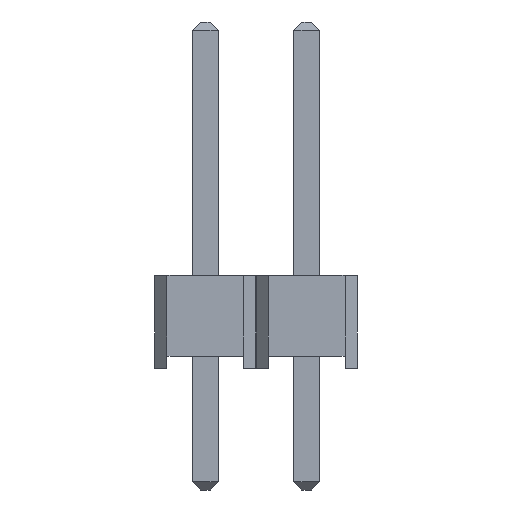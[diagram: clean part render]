
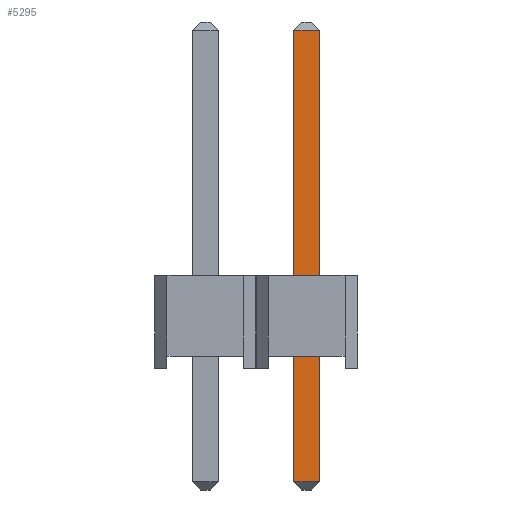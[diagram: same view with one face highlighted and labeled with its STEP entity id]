
A CAD part, left-side view. The second image highlights one B-rep face of the part: STEP entity #5295.
In plain terms, the highlighted planar face has unit normal (-1, 0, 0).
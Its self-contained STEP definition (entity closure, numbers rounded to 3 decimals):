
#275=FACE_OUTER_BOUND('',#615,.T.);
#615=EDGE_LOOP('',(#4247,#4248,#4249,#4250));
#1193=LINE('',#8085,#1913);
#1204=LINE('',#8107,#1924);
#1205=LINE('',#8109,#1925);
#1206=LINE('',#8110,#1926);
#1913=VECTOR('',#6611,1000.);
#1924=VECTOR('',#6630,1000.);
#1925=VECTOR('',#6631,1000.);
#1926=VECTOR('',#6632,1000.);
#2473=VERTEX_POINT('',#8082);
#2474=VERTEX_POINT('',#8084);
#2481=VERTEX_POINT('',#8106);
#2482=VERTEX_POINT('',#8108);
#3073=EDGE_CURVE('',#2473,#2474,#1193,.T.);
#3084=EDGE_CURVE('',#2473,#2481,#1204,.T.);
#3085=EDGE_CURVE('',#2481,#2482,#1205,.T.);
#3086=EDGE_CURVE('',#2482,#2474,#1206,.T.);
#4247=ORIENTED_EDGE('',*,*,#3073,.F.);
#4248=ORIENTED_EDGE('',*,*,#3084,.T.);
#4249=ORIENTED_EDGE('',*,*,#3085,.T.);
#4250=ORIENTED_EDGE('',*,*,#3086,.T.);
#4975=PLANE('',#5661);
#5295=ADVANCED_FACE('',(#275),#4975,.T.);
#5661=AXIS2_PLACEMENT_3D('',#8105,#6628,#6629);
#6611=DIRECTION('',(0.,0.,1.));
#6628=DIRECTION('center_axis',(-1.,0.,0.));
#6629=DIRECTION('ref_axis',(0.,0.,1.));
#6630=DIRECTION('',(0.,-1.,0.));
#6631=DIRECTION('',(0.,0.,1.));
#6632=DIRECTION('',(0.,1.,0.));
#8082=CARTESIAN_POINT('',(-0.32,0.32,-2.8));
#8084=CARTESIAN_POINT('',(-0.32,0.32,8.34));
#8085=CARTESIAN_POINT('',(-0.32,0.32,-3.));
#8105=CARTESIAN_POINT('Origin',(-0.32,-0.32,-3.));
#8106=CARTESIAN_POINT('',(-0.32,-0.32,-2.8));
#8107=CARTESIAN_POINT('',(-0.32,-0.32,-2.8));
#8108=CARTESIAN_POINT('',(-0.32,-0.32,8.34));
#8109=CARTESIAN_POINT('',(-0.32,-0.32,-3.));
#8110=CARTESIAN_POINT('',(-0.32,-0.32,8.34));
